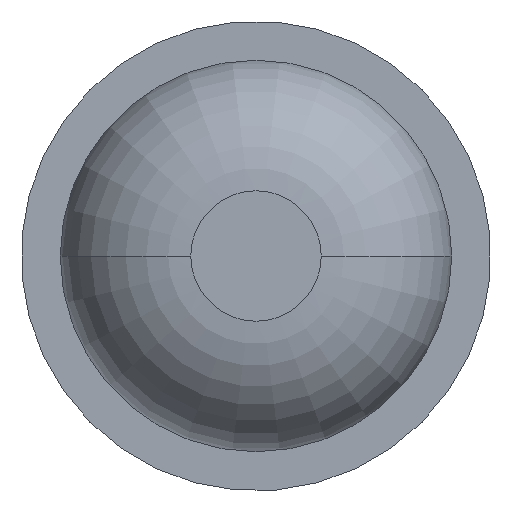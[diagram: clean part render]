
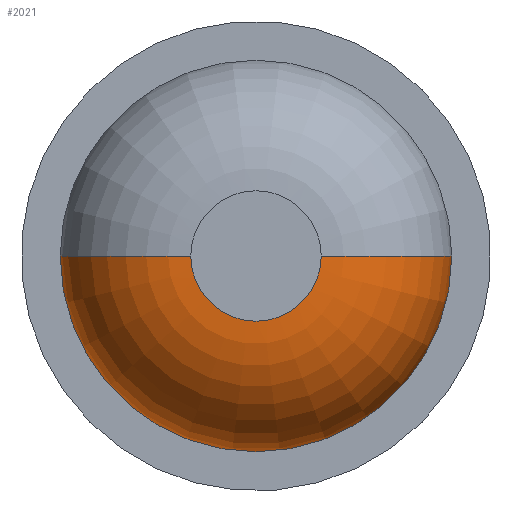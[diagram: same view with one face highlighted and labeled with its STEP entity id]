
A CAD part, front view. The second image highlights one B-rep face of the part: STEP entity #2021.
In plain terms, the highlighted toroidal (fillet/blend) face has major radius 0.125 mm and minor radius 0.25 mm.
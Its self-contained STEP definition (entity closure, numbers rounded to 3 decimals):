
#8 = CARTESIAN_POINT ( 'NONE',  ( 0.125, -24.3, 0. ) ) ;
#90 = DIRECTION ( 'NONE',  ( 0., 0., 1. ) ) ;
#186 = EDGE_LOOP ( 'NONE', ( #1898, #3028, #1932, #3240 ) ) ;
#197 = EDGE_CURVE ( 'NONE', #455, #2037, #1082, .T. ) ;
#230 = VERTEX_POINT ( 'NONE', #612 ) ;
#255 = EDGE_CURVE ( 'Defeature ausgef�hrt1_1+Defeature ausgef�hrt1_2+Defeature ausgef�hrt1_2+Defeature ausgef�hrt1_2', #455, #1175, #1625, .T. ) ;
#319 = AXIS2_PLACEMENT_3D ( 'NONE', #2344, #2853, #722 ) ;
#455 = VERTEX_POINT ( 'NONE', #1416 ) ;
#466 = DIRECTION ( 'NONE',  ( 1., 0., 0. ) ) ;
#612 = CARTESIAN_POINT ( 'NONE',  ( 0.375, -24.05, 0. ) ) ;
#660 = FACE_OUTER_BOUND ( 'NONE', #186, .T. ) ;
#722 = DIRECTION ( 'NONE',  ( -1., 0., 0. ) ) ;
#850 = AXIS2_PLACEMENT_3D ( 'NONE', #1935, #2202, #2452 ) ;
#1035 = CARTESIAN_POINT ( 'NONE',  ( 0., -24.05, 0. ) ) ;
#1082 = CIRCLE ( 'NONE', #319, 0.25 ) ;
#1153 = DIRECTION ( 'NONE',  ( 1., 0., 0. ) ) ;
#1175 = VERTEX_POINT ( 'NONE', #8 ) ;
#1181 = EDGE_CURVE ( 'Defeature ausgef�hrt1_0+Defeature ausgef�hrt1_2+Defeature ausgef�hrt1_2+Defeature ausgef�hrt1_2', #230, #2037, #1200, .T. ) ;
#1200 = CIRCLE ( 'NONE', #1345, 0.375 ) ;
#1343 = EDGE_CURVE ( 'NONE', #1175, #230, #3029, .T. ) ;
#1345 = AXIS2_PLACEMENT_3D ( 'NONE', #1035, #2547, #466 ) ;
#1416 = CARTESIAN_POINT ( 'NONE',  ( -0.125, -24.3, 0. ) ) ;
#1427 = DIRECTION ( 'NONE',  ( 1., 0., 0. ) ) ;
#1625 = CIRCLE ( 'NONE', #850, 0.125 ) ;
#1674 = TOROIDAL_SURFACE ( 'NONE', #2566, 0.125, 0.25 ) ;
#1898 = ORIENTED_EDGE ( 'NONE', *, *, #255, .F. ) ;
#1932 = ORIENTED_EDGE ( 'NONE', *, *, #1181, .F. ) ;
#1935 = CARTESIAN_POINT ( 'NONE',  ( 0., -24.3, 0. ) ) ;
#1981 = AXIS2_PLACEMENT_3D ( 'NONE', #2389, #90, #1153 ) ;
#2021 = ADVANCED_FACE ( 'Defeature ausgef�hrt1_2', ( #660 ), #1674, .T. ) ;
#2037 = VERTEX_POINT ( 'NONE', #2694 ) ;
#2158 = DIRECTION ( 'NONE',  ( 0., 1., 0. ) ) ;
#2202 = DIRECTION ( 'NONE',  ( 0., -1., 0. ) ) ;
#2344 = CARTESIAN_POINT ( 'NONE',  ( -0.125, -24.05, 0. ) ) ;
#2389 = CARTESIAN_POINT ( 'NONE',  ( 0.125, -24.05, 0. ) ) ;
#2452 = DIRECTION ( 'NONE',  ( 1., 0., 0. ) ) ;
#2547 = DIRECTION ( 'NONE',  ( 0., 1., 0. ) ) ;
#2566 = AXIS2_PLACEMENT_3D ( 'NONE', #2668, #2158, #1427 ) ;
#2668 = CARTESIAN_POINT ( 'NONE',  ( 0., -24.05, 0. ) ) ;
#2694 = CARTESIAN_POINT ( 'NONE',  ( -0.375, -24.05, 0. ) ) ;
#2853 = DIRECTION ( 'NONE',  ( 0., 0., -1. ) ) ;
#3028 = ORIENTED_EDGE ( 'NONE', *, *, #197, .T. ) ;
#3029 = CIRCLE ( 'NONE', #1981, 0.25 ) ;
#3240 = ORIENTED_EDGE ( 'NONE', *, *, #1343, .F. ) ;
